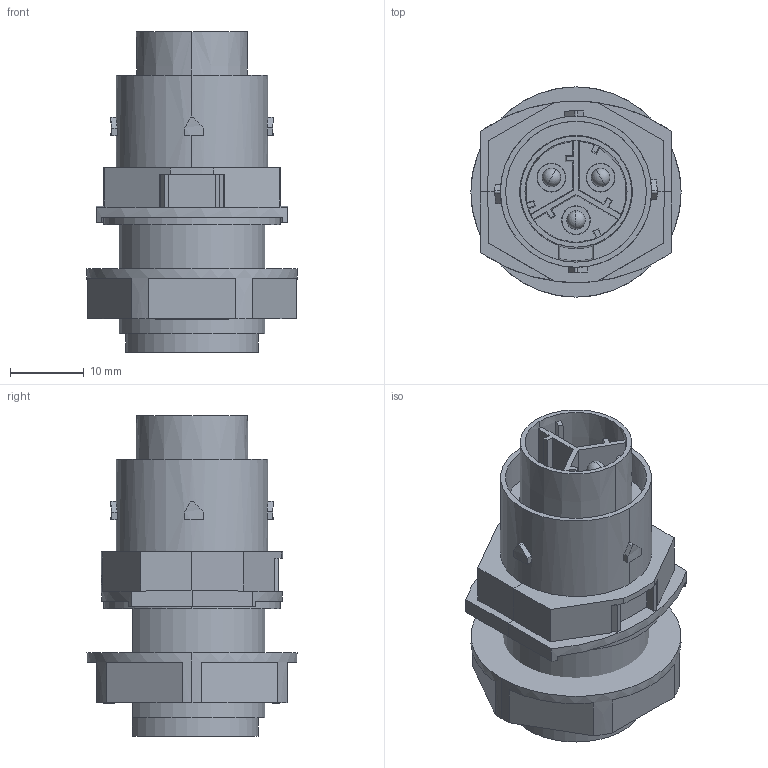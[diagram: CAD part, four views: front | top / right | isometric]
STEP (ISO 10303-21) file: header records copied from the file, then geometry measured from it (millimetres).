
FILE_DESCRIPTION(('Creo Elements/Direct Modeling STEP Export'),'2;1');
FILE_NAME('model.stp','2021-08-15T 4:04:36',(''),(''),'Creo Elements/Direct Modeling STEP processor for AP214 (Solid Model)','Creo Elements/Direct Modeling 20.1D 10-Oct-2020 (C) Parametric Technology GmbH','');
FILE_SCHEMA(('AUTOMOTIVE_DESIGN { 1 0 10303 214 1 1 1 1 }'));
Length unit declared in the file: millimetre
Products named in the file (3): IPD_W_3P2.5_MAA_M20_BK_ASSY-select; A_INL_M20X1.5_D28.5_SW26_BK-select; IPD_W_3P2.5_M_M20_BK-select
Assembly tree (2 placements, depth 2):
  IPD_W_3P2.5_M_M20_BK-select
    A_INL_M20X1.5_D28.5_SW26_BK-select
    IPD_W_3P2.5_MAA_M20_BK_ASSY-select
Bounding box: 28.5 x 28.5 x 43.45 mm (x, y, z)
Volume: 12599.2 mm3; surface area: 9174.2 mm2
Topology: 2 solids, 2 shells, 349 faces, 957 edges, 633 vertices
Faces by surface type: plane 261, cylinder 37, cone 37, sphere 6, extrusion 6, bspline 2
Entity records: 18860 total; most frequent: CARTESIAN_POINT 7463, ORIENTED_EDGE 1902, DIRECTION 1519, EDGE_CURVE 951, VERTEX_POINT 633, VECTOR 605, LINE 599, AXIS2_PLACEMENT_3D 457
